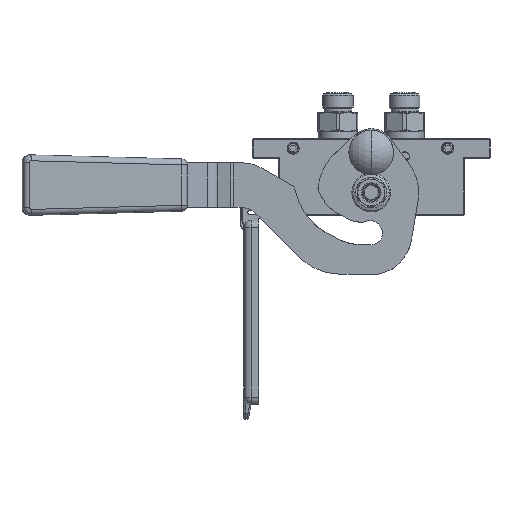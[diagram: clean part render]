
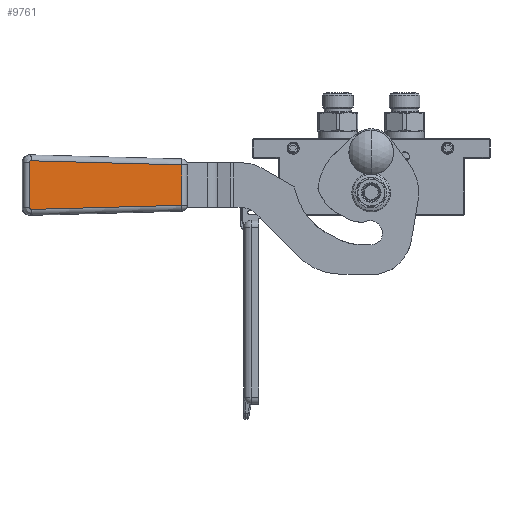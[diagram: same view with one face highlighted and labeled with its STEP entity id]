
A CAD part, front view. The second image highlights one B-rep face of the part: STEP entity #9761.
In plain terms, the highlighted face is planar.
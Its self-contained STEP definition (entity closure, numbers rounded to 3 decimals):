
#1737 = VERTEX_POINT ( 'NONE', #9190 ) ;
#3578 = VECTOR ( 'NONE', #39914, 1000. ) ;
#5654 = CARTESIAN_POINT ( 'NONE',  ( -16.364, 15.932, -5.014 ) ) ;
#9190 = CARTESIAN_POINT ( 'NONE',  ( -13.607, 14.553, -107.054 ) ) ;
#9503 = CARTESIAN_POINT ( 'NONE',  ( -15.363, 15.945, -4.054 ) ) ;
#9761 = ADVANCED_FACE ( 'NONE', ( #46284 ), #49928, .F. ) ;
#10647 = B_SPLINE_CURVE_WITH_KNOTS ( 'NONE', 3,
 ( #13330, #65458, #74542, #30215, #53383, #15251, #75472, #29897, #59899, #16218, #29574 ),
 .UNSPECIFIED., .F., .F.,
 ( 4, 1, 1, 1, 1, 1, 1, 1, 4 ),
 ( 0., 0.125, 0.25, 0.375, 0.5, 0.625, 0.75, 0.875, 1. ),
 .UNSPECIFIED. ) ;
#10946 = ORIENTED_EDGE ( 'NONE', *, *, #39822, .F. ) ;
#12793 = EDGE_LOOP ( 'NONE', ( #72930, #96237, #18159, #75676, #10946, #25767 ) ) ;
#13330 = CARTESIAN_POINT ( 'NONE',  ( 16.363, 15.931, -5.081 ) ) ;
#13907 = EDGE_CURVE ( 'NONE', #78444, #1737, #31744, .T. ) ;
#15251 = CARTESIAN_POINT ( 'NONE',  ( 16.084, 15.941, -4.352 ) ) ;
#15685 = CARTESIAN_POINT ( 'NONE',  ( 16.363, 15.931, -5.081 ) ) ;
#16218 = CARTESIAN_POINT ( 'NONE',  ( 15.43, 15.945, -4.054 ) ) ;
#18159 = ORIENTED_EDGE ( 'NONE', *, *, #88070, .F. ) ;
#20263 = CARTESIAN_POINT ( 'NONE',  ( 50., 16., 0. ) ) ;
#25767 = ORIENTED_EDGE ( 'NONE', *, *, #73692, .F. ) ;
#26561 = EDGE_CURVE ( 'NONE', #75395, #64741, #87248, .T. ) ;
#28386 = DIRECTION ( 'NONE',  ( 0., -1., 0.014 ) ) ;
#29265 = LINE ( 'NONE', #33712, #3578 ) ;
#29574 = CARTESIAN_POINT ( 'NONE',  ( 15.363, 15.945, -4.054 ) ) ;
#29897 = CARTESIAN_POINT ( 'NONE',  ( 15.754, 15.944, -4.127 ) ) ;
#30215 = CARTESIAN_POINT ( 'NONE',  ( 16.301, 15.937, -4.688 ) ) ;
#31564 = CARTESIAN_POINT ( 'NONE',  ( 13.607, 14.553, -107.054 ) ) ;
#31744 = LINE ( 'NONE', #67891, #65627 ) ;
#33712 = CARTESIAN_POINT ( 'NONE',  ( 13.607, 14.553, -107.054 ) ) ;
#35346 = CARTESIAN_POINT ( 'NONE',  ( -15.931, 15.943, -4.223 ) ) ;
#35676 = CARTESIAN_POINT ( 'NONE',  ( -16.301, 15.937, -4.688 ) ) ;
#35998 = CARTESIAN_POINT ( 'NONE',  ( -15.363, 15.945, -4.054 ) ) ;
#39822 = EDGE_CURVE ( 'NONE', #93070, #75395, #10647, .T. ) ;
#39914 = DIRECTION ( 'NONE',  ( 0.027, 0.014, 1. ) ) ;
#42867 = CARTESIAN_POINT ( 'NONE',  ( -16.355, 15.934, -4.882 ) ) ;
#43503 = CARTESIAN_POINT ( 'NONE',  ( -15.562, 15.945, -4.067 ) ) ;
#45753 = DIRECTION ( 'NONE',  ( 0.027, -0.014, -1. ) ) ;
#46284 = FACE_OUTER_BOUND ( 'NONE', #12793, .T. ) ;
#49928 = PLANE ( 'NONE',  #53000 ) ;
#50390 = CARTESIAN_POINT ( 'NONE',  ( -15.754, 15.944, -4.127 ) ) ;
#51367 = CARTESIAN_POINT ( 'NONE',  ( -16.363, 15.931, -5.081 ) ) ;
#53000 = AXIS2_PLACEMENT_3D ( 'NONE', #20263, #28386, #94960 ) ;
#53383 = CARTESIAN_POINT ( 'NONE',  ( 16.209, 15.939, -4.509 ) ) ;
#55037 = LINE ( 'NONE', #63480, #88954 ) ;
#55292 = CARTESIAN_POINT ( 'NONE',  ( 15.363, 15.945, -4.054 ) ) ;
#58203 = CARTESIAN_POINT ( 'NONE',  ( -16.209, 15.939, -4.509 ) ) ;
#59147 = CARTESIAN_POINT ( 'NONE',  ( -15.43, 15.945, -4.054 ) ) ;
#59899 = CARTESIAN_POINT ( 'NONE',  ( 15.562, 15.945, -4.067 ) ) ;
#63480 = CARTESIAN_POINT ( 'NONE',  ( -13.607, 14.553, -107.054 ) ) ;
#64741 = VERTEX_POINT ( 'NONE', #9503 ) ;
#65458 = CARTESIAN_POINT ( 'NONE',  ( 16.364, 15.932, -5.014 ) ) ;
#65627 = VECTOR ( 'NONE', #45753, 1000. ) ;
#66660 = EDGE_CURVE ( 'NONE', #1737, #82788, #55037, .T. ) ;
#67353 = VECTOR ( 'NONE', #85290, 1000. ) ;
#67891 = CARTESIAN_POINT ( 'NONE',  ( -16.363, 15.931, -5.081 ) ) ;
#72930 = ORIENTED_EDGE ( 'NONE', *, *, #66660, .F. ) ;
#73692 = EDGE_CURVE ( 'NONE', #82788, #93070, #29265, .T. ) ;
#74542 = CARTESIAN_POINT ( 'NONE',  ( 16.355, 15.934, -4.882 ) ) ;
#75395 = VERTEX_POINT ( 'NONE', #85904 ) ;
#75472 = CARTESIAN_POINT ( 'NONE',  ( 15.931, 15.943, -4.223 ) ) ;
#75676 = ORIENTED_EDGE ( 'NONE', *, *, #26561, .F. ) ;
#78384 = CARTESIAN_POINT ( 'NONE',  ( -16.363, 15.931, -5.081 ) ) ;
#78444 = VERTEX_POINT ( 'NONE', #78384 ) ;
#82788 = VERTEX_POINT ( 'NONE', #31564 ) ;
#85290 = DIRECTION ( 'NONE',  ( -1., 0., 0. ) ) ;
#85671 = DIRECTION ( 'NONE',  ( 1., 0., 0. ) ) ;
#85904 = CARTESIAN_POINT ( 'NONE',  ( 15.363, 15.945, -4.054 ) ) ;
#87248 = LINE ( 'NONE', #55292, #67353 ) ;
#87569 = CARTESIAN_POINT ( 'NONE',  ( -16.084, 15.941, -4.352 ) ) ;
#88070 = EDGE_CURVE ( 'NONE', #64741, #78444, #94312, .T. ) ;
#88954 = VECTOR ( 'NONE', #85671, 1000. ) ;
#93070 = VERTEX_POINT ( 'NONE', #15685 ) ;
#94312 = B_SPLINE_CURVE_WITH_KNOTS ( 'NONE', 3,
 ( #35998, #59147, #43503, #50390, #35346, #87569, #58203, #35676, #42867, #5654, #51367 ),
 .UNSPECIFIED., .F., .F.,
 ( 4, 1, 1, 1, 1, 1, 1, 1, 4 ),
 ( 0., 0.125, 0.25, 0.375, 0.5, 0.625, 0.75, 0.875, 1. ),
 .UNSPECIFIED. ) ;
#94960 = DIRECTION ( 'NONE',  ( 0., -0.014, -1. ) ) ;
#96237 = ORIENTED_EDGE ( 'NONE', *, *, #13907, .F. ) ;
